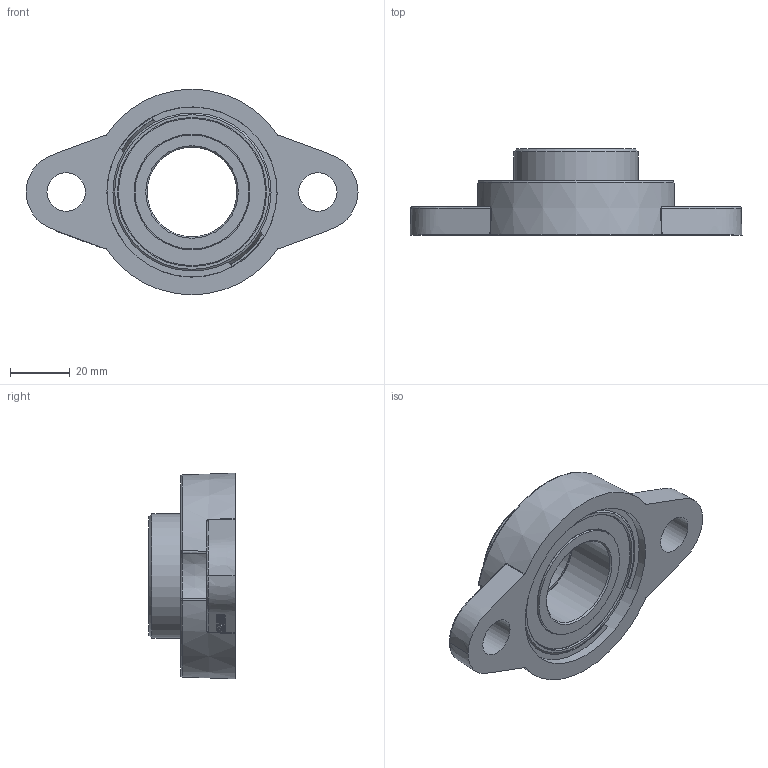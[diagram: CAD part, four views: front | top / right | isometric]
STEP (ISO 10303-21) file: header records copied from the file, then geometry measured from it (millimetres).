
FILE_DESCRIPTION(/* description */ (''),/* implementation_level */ '2;1');
FILE_NAME(/* name */ 'MUFL006.stp',/* time_stamp */ '2016-02-03T15:03:23+01:00',/* author */ ('fje'),/* organization */ (''),/* preprocessor_version */ 'ST-DEVELOPER v15.2',/* originating_system */ 'Autodesk Inventor 2014',/* authorisation */ '');
FILE_SCHEMA (('AUTOMOTIVE_DESIGN { 1 0 10303 214 3 1 1 }'));
Length unit declared in the file: millimetre
Products named in the file (1): Part52
Bounding box: 111.36 x 28.9 x 69 mm (x, y, z)
Volume: 58390.4 mm3; surface area: 24696.6 mm2
Topology: 2 solids, 2 shells, 314 faces, 847 edges, 559 vertices
Faces by surface type: plane 245, bspline 35, cylinder 15, cone 14, torus 5
Full cylindrical faces by diameter (mm): 12.9 x2, 30 x2, 35.6 x1, 38.2 x2, 38.8 x2, 41.8 x1, 49.4 x2, 50 x2, 57.7 x1
Entity records: 12956 total; most frequent: CARTESIAN_POINT 5150, ORIENTED_EDGE 1632, DIRECTION 1334, EDGE_CURVE 816, LINE 574, VECTOR 574, VERTEX_POINT 554, AXIS2_PLACEMENT_3D 380
